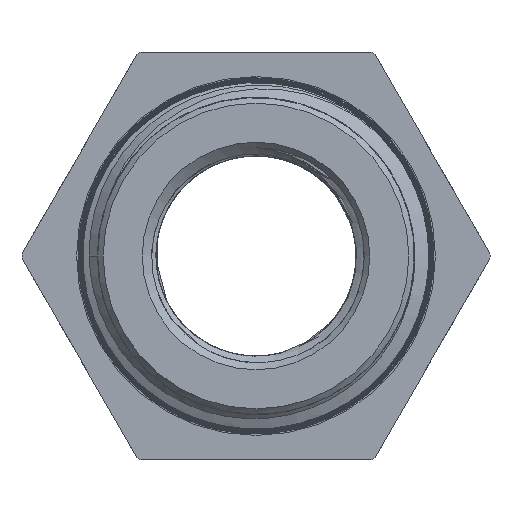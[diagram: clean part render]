
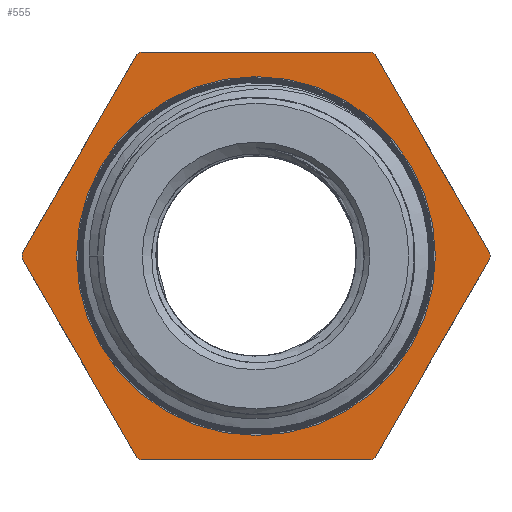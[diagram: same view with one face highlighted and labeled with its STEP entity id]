
A CAD part, left-side view. The second image highlights one B-rep face of the part: STEP entity #555.
In plain terms, the highlighted planar face has unit normal (-1, 0, 0).
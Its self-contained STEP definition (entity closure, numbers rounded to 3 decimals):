
#27=LINE('',#7924,#45);
#31=LINE('',#7949,#49);
#34=LINE('',#7964,#52);
#37=LINE('',#7979,#55);
#40=LINE('',#7994,#58);
#43=LINE('',#8009,#61);
#45=VECTOR('',#668,10.);
#49=VECTOR('',#674,10.);
#52=VECTOR('',#679,10.);
#55=VECTOR('',#684,10.);
#58=VECTOR('',#689,10.);
#61=VECTOR('',#694,10.);
#69=PLANE('',#618);
#91=FACE_BOUND('',#163,.T.);
#124=FACE_OUTER_BOUND('',#162,.T.);
#162=EDGE_LOOP('',(#479,#480,#481,#482,#483,#484,#485,#486,#487,#488,#489,
#490));
#163=EDGE_LOOP('',(#491));
#193=CIRCLE('',#609,21.58);
#194=CIRCLE('',#611,21.58);
#195=CIRCLE('',#613,21.58);
#196=CIRCLE('',#615,21.58);
#197=CIRCLE('',#617,21.58);
#198=CIRCLE('',#619,21.58);
#199=CIRCLE('',#620,16.545);
#245=VERTEX_POINT('',#7922);
#246=VERTEX_POINT('',#7923);
#253=VERTEX_POINT('',#7946);
#254=VERTEX_POINT('',#7948);
#258=VERTEX_POINT('',#7961);
#259=VERTEX_POINT('',#7963);
#263=VERTEX_POINT('',#7976);
#264=VERTEX_POINT('',#7978);
#268=VERTEX_POINT('',#7991);
#269=VERTEX_POINT('',#7993);
#273=VERTEX_POINT('',#8006);
#274=VERTEX_POINT('',#8008);
#275=VERTEX_POINT('',#8038);
#307=EDGE_CURVE('',#245,#246,#27,.T.);
#315=EDGE_CURVE('',#254,#253,#31,.T.);
#320=EDGE_CURVE('',#259,#258,#34,.T.);
#325=EDGE_CURVE('',#264,#263,#37,.T.);
#330=EDGE_CURVE('',#269,#268,#40,.T.);
#335=EDGE_CURVE('',#274,#273,#43,.T.);
#347=EDGE_CURVE('',#274,#263,#193,.T.);
#348=EDGE_CURVE('',#264,#258,#194,.T.);
#349=EDGE_CURVE('',#259,#246,#195,.T.);
#350=EDGE_CURVE('',#269,#253,#196,.T.);
#351=EDGE_CURVE('',#254,#273,#197,.T.);
#352=EDGE_CURVE('',#245,#268,#198,.T.);
#353=EDGE_CURVE('',#275,#275,#199,.T.);
#479=ORIENTED_EDGE('',*,*,#307,.T.);
#480=ORIENTED_EDGE('',*,*,#349,.F.);
#481=ORIENTED_EDGE('',*,*,#320,.T.);
#482=ORIENTED_EDGE('',*,*,#348,.F.);
#483=ORIENTED_EDGE('',*,*,#325,.T.);
#484=ORIENTED_EDGE('',*,*,#347,.F.);
#485=ORIENTED_EDGE('',*,*,#335,.T.);
#486=ORIENTED_EDGE('',*,*,#351,.F.);
#487=ORIENTED_EDGE('',*,*,#315,.T.);
#488=ORIENTED_EDGE('',*,*,#350,.F.);
#489=ORIENTED_EDGE('',*,*,#330,.T.);
#490=ORIENTED_EDGE('',*,*,#352,.F.);
#491=ORIENTED_EDGE('',*,*,#353,.T.);
#555=ADVANCED_FACE('',(#124,#91),#69,.T.);
#609=AXIS2_PLACEMENT_3D('',#8027,#728,#729);
#611=AXIS2_PLACEMENT_3D('',#8029,#732,#733);
#613=AXIS2_PLACEMENT_3D('',#8031,#736,#737);
#615=AXIS2_PLACEMENT_3D('',#8033,#740,#741);
#617=AXIS2_PLACEMENT_3D('',#8035,#744,#745);
#618=AXIS2_PLACEMENT_3D('',#8036,#746,#747);
#619=AXIS2_PLACEMENT_3D('',#8037,#748,#749);
#620=AXIS2_PLACEMENT_3D('',#8039,#750,#751);
#668=DIRECTION('',(0.,0.5,-0.866));
#674=DIRECTION('',(0.,0.5,0.866));
#679=DIRECTION('',(0.,-0.5,-0.866));
#684=DIRECTION('',(0.,-1.,0.));
#689=DIRECTION('',(0.,1.,0.));
#694=DIRECTION('',(0.,-0.5,0.866));
#728=DIRECTION('center_axis',(1.,0.,0.));
#729=DIRECTION('ref_axis',(0.,0.,-1.));
#732=DIRECTION('center_axis',(1.,0.,0.));
#733=DIRECTION('ref_axis',(0.,0.,-1.));
#736=DIRECTION('center_axis',(1.,0.,0.));
#737=DIRECTION('ref_axis',(0.,0.,-1.));
#740=DIRECTION('center_axis',(1.,0.,0.));
#741=DIRECTION('ref_axis',(0.,0.,-1.));
#744=DIRECTION('center_axis',(1.,0.,0.));
#745=DIRECTION('ref_axis',(0.,0.,-1.));
#746=DIRECTION('center_axis',(-1.,0.,0.));
#747=DIRECTION('ref_axis',(0.,0.,1.));
#748=DIRECTION('center_axis',(1.,0.,0.));
#749=DIRECTION('ref_axis',(0.,0.,-1.));
#750=DIRECTION('center_axis',(1.,0.,0.));
#751=DIRECTION('ref_axis',(0.,0.,-1.));
#7922=CARTESIAN_POINT('',(-5.24,10.984,18.576));
#7923=CARTESIAN_POINT('',(-5.24,21.579,0.224));
#7924=CARTESIAN_POINT('',(-5.24,21.628,0.14));
#7946=CARTESIAN_POINT('',(-5.24,-10.984,18.576));
#7948=CARTESIAN_POINT('',(-5.24,-21.579,0.224));
#7949=CARTESIAN_POINT('',(-5.24,-10.935,18.66));
#7961=CARTESIAN_POINT('',(-5.24,10.984,-18.576));
#7963=CARTESIAN_POINT('',(-5.24,21.579,-0.224));
#7964=CARTESIAN_POINT('',(-5.24,16.33,-9.316));
#7976=CARTESIAN_POINT('',(-5.24,-10.595,-18.8));
#7978=CARTESIAN_POINT('',(-5.24,10.595,-18.8));
#7979=CARTESIAN_POINT('',(-5.24,5.492,-18.8));
#7991=CARTESIAN_POINT('',(-5.24,10.595,18.8));
#7993=CARTESIAN_POINT('',(-5.24,-10.595,18.8));
#7994=CARTESIAN_POINT('',(-5.24,16.088,18.8));
#8006=CARTESIAN_POINT('',(-5.24,-21.579,-0.224));
#8008=CARTESIAN_POINT('',(-5.24,-10.984,-18.576));
#8009=CARTESIAN_POINT('',(-5.24,-16.233,-9.484));
#8027=CARTESIAN_POINT('Origin',(-5.24,0.,0.));
#8029=CARTESIAN_POINT('Origin',(-5.24,0.,0.));
#8031=CARTESIAN_POINT('Origin',(-5.24,0.,0.));
#8033=CARTESIAN_POINT('Origin',(-5.24,0.,0.));
#8035=CARTESIAN_POINT('Origin',(-5.24,0.,0.));
#8036=CARTESIAN_POINT('Origin',(-5.24,21.58,0.));
#8037=CARTESIAN_POINT('Origin',(-5.24,0.,0.));
#8038=CARTESIAN_POINT('',(-5.24,16.545,0.));
#8039=CARTESIAN_POINT('Origin',(-5.24,0.,0.));
